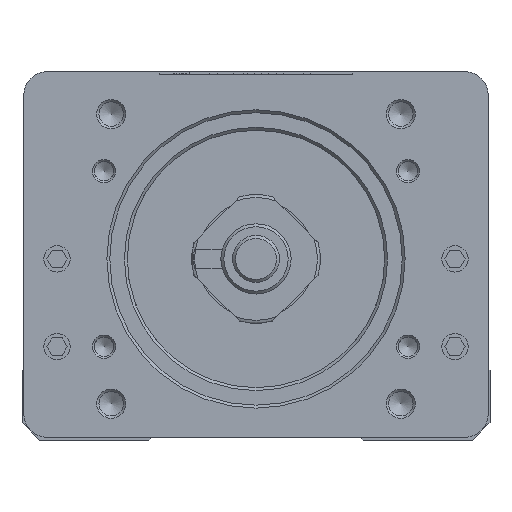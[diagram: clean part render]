
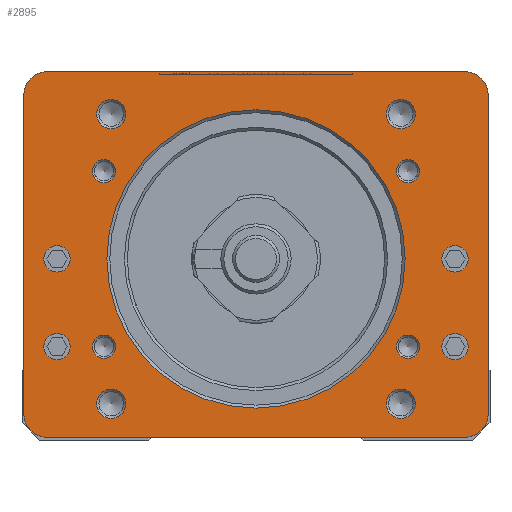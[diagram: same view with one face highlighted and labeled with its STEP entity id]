
A CAD part, front view. The second image highlights one B-rep face of the part: STEP entity #2895.
In plain terms, the highlighted planar face has unit normal (0, -1, 0).
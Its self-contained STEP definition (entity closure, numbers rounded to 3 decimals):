
#2895=ADVANCED_FACE('',(#5003,#5004,#5005,#5006,#5007,#5008,#5009,#5010,
#5011,#5012,#5013,#5014,#5015,#5016),#4103,.T.);
#4103=PLANE('',#27257);
#5003=FACE_BOUND('',#6518,.T.);
#5004=FACE_BOUND('',#6519,.T.);
#5005=FACE_BOUND('',#6520,.T.);
#5006=FACE_BOUND('',#6521,.T.);
#5007=FACE_BOUND('',#6522,.T.);
#5008=FACE_BOUND('',#6523,.T.);
#5009=FACE_BOUND('',#6524,.T.);
#5010=FACE_BOUND('',#6525,.T.);
#5011=FACE_BOUND('',#6526,.T.);
#5012=FACE_BOUND('',#6527,.T.);
#5013=FACE_BOUND('',#6528,.T.);
#5014=FACE_BOUND('',#6529,.T.);
#5015=FACE_BOUND('',#6530,.T.);
#5016=FACE_BOUND('',#6531,.T.);
#6518=EDGE_LOOP('',(#11976));
#6519=EDGE_LOOP('',(#11977));
#6520=EDGE_LOOP('',(#11978));
#6521=EDGE_LOOP('',(#11979));
#6522=EDGE_LOOP('',(#11980));
#6523=EDGE_LOOP('',(#11981));
#6524=EDGE_LOOP('',(#11982));
#6525=EDGE_LOOP('',(#11983));
#6526=EDGE_LOOP('',(#11984));
#6527=EDGE_LOOP('',(#11985));
#6528=EDGE_LOOP('',(#11986));
#6529=EDGE_LOOP('',(#11987));
#6530=EDGE_LOOP('',(#11988));
#6531=EDGE_LOOP('',(#11989,#11990,#11991,#11992,#11993,#11994,#11995,#11996));
#7753=CIRCLE('',#27067,4.);
#7754=CIRCLE('',#27069,4.);
#7755=CIRCLE('',#27071,2.);
#7756=CIRCLE('',#27073,2.);
#7757=CIRCLE('',#27075,2.);
#7758=CIRCLE('',#27077,2.);
#7759=CIRCLE('',#27079,2.5);
#7760=CIRCLE('',#27081,2.5);
#7761=CIRCLE('',#27083,2.5);
#7762=CIRCLE('',#27085,2.5);
#7763=CIRCLE('',#27087,25.5);
#7768=CIRCLE('',#27096,2.25);
#7770=CIRCLE('',#27099,2.25);
#7772=CIRCLE('',#27102,2.25);
#7774=CIRCLE('',#27105,2.25);
#7842=CIRCLE('',#27253,4.);
#7844=CIRCLE('',#27256,4.);
#11976=ORIENTED_EDGE('',*,*,#19409,.T.);
#11977=ORIENTED_EDGE('',*,*,#19408,.T.);
#11978=ORIENTED_EDGE('',*,*,#19407,.T.);
#11979=ORIENTED_EDGE('',*,*,#19406,.T.);
#11980=ORIENTED_EDGE('',*,*,#19405,.T.);
#11981=ORIENTED_EDGE('',*,*,#19404,.T.);
#11982=ORIENTED_EDGE('',*,*,#19403,.T.);
#11983=ORIENTED_EDGE('',*,*,#19402,.T.);
#11984=ORIENTED_EDGE('',*,*,#19401,.T.);
#11985=ORIENTED_EDGE('',*,*,#19421,.T.);
#11986=ORIENTED_EDGE('',*,*,#19419,.T.);
#11987=ORIENTED_EDGE('',*,*,#19417,.T.);
#11988=ORIENTED_EDGE('',*,*,#19415,.T.);
#11989=ORIENTED_EDGE('',*,*,#19586,.T.);
#11990=ORIENTED_EDGE('',*,*,#19589,.T.);
#11991=ORIENTED_EDGE('',*,*,#19590,.T.);
#11992=ORIENTED_EDGE('',*,*,#19525,.T.);
#11993=ORIENTED_EDGE('',*,*,#19399,.T.);
#11994=ORIENTED_EDGE('',*,*,#19463,.T.);
#11995=ORIENTED_EDGE('',*,*,#19396,.T.);
#11996=ORIENTED_EDGE('',*,*,#19518,.T.);
#16433=VERTEX_POINT('',#40403);
#16434=VERTEX_POINT('',#40405);
#16435=VERTEX_POINT('',#40409);
#16436=VERTEX_POINT('',#40411);
#16437=VERTEX_POINT('',#40415);
#16438=VERTEX_POINT('',#40418);
#16439=VERTEX_POINT('',#40421);
#16440=VERTEX_POINT('',#40424);
#16441=VERTEX_POINT('',#40427);
#16442=VERTEX_POINT('',#40430);
#16443=VERTEX_POINT('',#40433);
#16444=VERTEX_POINT('',#40436);
#16445=VERTEX_POINT('',#40439);
#16450=VERTEX_POINT('',#40454);
#16452=VERTEX_POINT('',#40459);
#16454=VERTEX_POINT('',#40464);
#16456=VERTEX_POINT('',#40469);
#16523=VERTEX_POINT('',#40778);
#16528=VERTEX_POINT('',#40792);
#16584=VERTEX_POINT('',#40935);
#16586=VERTEX_POINT('',#40941);
#19396=EDGE_CURVE('',#16434,#16433,#7753,.T.);
#19399=EDGE_CURVE('',#16436,#16435,#7754,.T.);
#19401=EDGE_CURVE('',#16437,#16437,#7755,.T.);
#19402=EDGE_CURVE('',#16438,#16438,#7756,.T.);
#19403=EDGE_CURVE('',#16439,#16439,#7757,.T.);
#19404=EDGE_CURVE('',#16440,#16440,#7758,.T.);
#19405=EDGE_CURVE('',#16441,#16441,#7759,.T.);
#19406=EDGE_CURVE('',#16442,#16442,#7760,.T.);
#19407=EDGE_CURVE('',#16443,#16443,#7761,.T.);
#19408=EDGE_CURVE('',#16444,#16444,#7762,.T.);
#19409=EDGE_CURVE('',#16445,#16445,#7763,.T.);
#19415=EDGE_CURVE('',#16450,#16450,#7768,.T.);
#19417=EDGE_CURVE('',#16452,#16452,#7770,.T.);
#19419=EDGE_CURVE('',#16454,#16454,#7772,.T.);
#19421=EDGE_CURVE('',#16456,#16456,#7774,.T.);
#19463=EDGE_CURVE('',#16435,#16434,#22431,.T.);
#19518=EDGE_CURVE('',#16433,#16523,#22456,.T.);
#19525=EDGE_CURVE('',#16528,#16436,#22463,.T.);
#19586=EDGE_CURVE('',#16523,#16584,#7842,.T.);
#19589=EDGE_CURVE('',#16584,#16586,#22489,.T.);
#19590=EDGE_CURVE('',#16586,#16528,#7844,.T.);
#22431=LINE('',#40614,#24883);
#22456=LINE('',#40779,#24908);
#22463=LINE('',#40791,#24915);
#22489=LINE('',#40940,#24941);
#24883=VECTOR('',#31977,1.);
#24908=VECTOR('',#32112,1.);
#24915=VECTOR('',#32121,1.);
#24941=VECTOR('',#32277,1.);
#27067=AXIS2_PLACEMENT_3D('',#40404,#31816,#31817);
#27069=AXIS2_PLACEMENT_3D('',#40410,#31822,#31823);
#27071=AXIS2_PLACEMENT_3D('',#40414,#31827,#31828);
#27073=AXIS2_PLACEMENT_3D('',#40417,#31831,#31832);
#27075=AXIS2_PLACEMENT_3D('',#40420,#31835,#31836);
#27077=AXIS2_PLACEMENT_3D('',#40423,#31839,#31840);
#27079=AXIS2_PLACEMENT_3D('',#40426,#31843,#31844);
#27081=AXIS2_PLACEMENT_3D('',#40429,#31847,#31848);
#27083=AXIS2_PLACEMENT_3D('',#40432,#31851,#31852);
#27085=AXIS2_PLACEMENT_3D('',#40435,#31855,#31856);
#27087=AXIS2_PLACEMENT_3D('',#40438,#31859,#31860);
#27096=AXIS2_PLACEMENT_3D('',#40453,#31878,#31879);
#27099=AXIS2_PLACEMENT_3D('',#40458,#31884,#31885);
#27102=AXIS2_PLACEMENT_3D('',#40463,#31890,#31891);
#27105=AXIS2_PLACEMENT_3D('',#40468,#31896,#31897);
#27253=AXIS2_PLACEMENT_3D('',#40934,#32270,#32271);
#27256=AXIS2_PLACEMENT_3D('',#40942,#32278,#32279);
#27257=AXIS2_PLACEMENT_3D('',#40943,#32280,#32281);
#31816=DIRECTION('',(0.,-1.,0.));
#31817=DIRECTION('',(1.,0.,0.));
#31822=DIRECTION('',(0.,-1.,0.));
#31823=DIRECTION('',(1.,0.,0.));
#31827=DIRECTION('',(0.,1.,0.));
#31828=DIRECTION('',(0.,0.,-1.));
#31831=DIRECTION('',(0.,1.,0.));
#31832=DIRECTION('',(0.,0.,-1.));
#31835=DIRECTION('',(0.,1.,0.));
#31836=DIRECTION('',(0.,0.,-1.));
#31839=DIRECTION('',(0.,1.,0.));
#31840=DIRECTION('',(0.,0.,-1.));
#31843=DIRECTION('',(0.,1.,0.));
#31844=DIRECTION('',(0.,0.,-1.));
#31847=DIRECTION('',(0.,1.,0.));
#31848=DIRECTION('',(0.,0.,-1.));
#31851=DIRECTION('',(0.,1.,0.));
#31852=DIRECTION('',(0.,0.,-1.));
#31855=DIRECTION('',(0.,1.,0.));
#31856=DIRECTION('',(0.,0.,-1.));
#31859=DIRECTION('',(0.,1.,0.));
#31860=DIRECTION('',(0.,0.,-1.));
#31878=DIRECTION('',(0.,1.,0.));
#31879=DIRECTION('',(0.,0.,-1.));
#31884=DIRECTION('',(0.,1.,0.));
#31885=DIRECTION('',(0.,0.,-1.));
#31890=DIRECTION('',(0.,1.,0.));
#31891=DIRECTION('',(0.,0.,-1.));
#31896=DIRECTION('',(0.,1.,0.));
#31897=DIRECTION('',(0.,0.,-1.));
#31977=DIRECTION('',(-1.,0.,0.));
#32112=DIRECTION('',(0.,0.,-1.));
#32121=DIRECTION('',(0.,0.,1.));
#32270=DIRECTION('',(0.,-1.,0.));
#32271=DIRECTION('',(1.,0.,0.));
#32277=DIRECTION('',(1.,0.,0.));
#32278=DIRECTION('',(0.,-1.,0.));
#32279=DIRECTION('',(1.,0.,0.));
#32280=DIRECTION('',(0.,-1.,0.));
#32281=DIRECTION('',(0.,0.,1.));
#40403=CARTESIAN_POINT('',(-39.7,-243.7,40.));
#40404=CARTESIAN_POINT('',(-35.7,-243.7,40.));
#40405=CARTESIAN_POINT('',(-35.7,-243.7,44.));
#40409=CARTESIAN_POINT('',(35.7,-243.7,44.));
#40410=CARTESIAN_POINT('',(35.7,-243.7,40.));
#40411=CARTESIAN_POINT('',(39.7,-243.7,40.));
#40414=CARTESIAN_POINT('',(-25.981,-243.7,27.));
#40415=CARTESIAN_POINT('',(-25.981,-243.7,25.));
#40417=CARTESIAN_POINT('',(-25.981,-243.7,-3.));
#40418=CARTESIAN_POINT('',(-25.981,-243.7,-5.));
#40420=CARTESIAN_POINT('',(25.981,-243.7,27.));
#40421=CARTESIAN_POINT('',(25.981,-243.7,25.));
#40423=CARTESIAN_POINT('',(25.981,-243.7,-3.));
#40424=CARTESIAN_POINT('',(25.981,-243.7,-5.));
#40426=CARTESIAN_POINT('',(24.749,-243.7,36.749));
#40427=CARTESIAN_POINT('',(24.749,-243.7,34.249));
#40429=CARTESIAN_POINT('',(24.749,-243.7,-12.749));
#40430=CARTESIAN_POINT('',(24.749,-243.7,-15.249));
#40432=CARTESIAN_POINT('',(-24.749,-243.7,-12.749));
#40433=CARTESIAN_POINT('',(-24.749,-243.7,-15.249));
#40435=CARTESIAN_POINT('',(-24.749,-243.7,36.749));
#40436=CARTESIAN_POINT('',(-24.749,-243.7,34.249));
#40438=CARTESIAN_POINT('',(0.,-243.7,12.));
#40439=CARTESIAN_POINT('',(0.,-243.7,-13.5));
#40453=CARTESIAN_POINT('',(34.,-243.7,12.));
#40454=CARTESIAN_POINT('',(34.,-243.7,9.75));
#40458=CARTESIAN_POINT('',(34.,-243.7,-3.));
#40459=CARTESIAN_POINT('',(34.,-243.7,-5.25));
#40463=CARTESIAN_POINT('',(-34.,-243.7,12.));
#40464=CARTESIAN_POINT('',(-34.,-243.7,9.75));
#40468=CARTESIAN_POINT('',(-34.,-243.7,-3.));
#40469=CARTESIAN_POINT('',(-34.,-243.7,-5.25));
#40614=CARTESIAN_POINT('',(35.7,-243.7,44.));
#40778=CARTESIAN_POINT('',(-39.7,-243.7,-14.5));
#40779=CARTESIAN_POINT('',(-39.7,-243.7,40.));
#40791=CARTESIAN_POINT('',(39.7,-243.7,-14.5));
#40792=CARTESIAN_POINT('',(39.7,-243.7,-14.5));
#40934=CARTESIAN_POINT('',(-35.7,-243.7,-14.5));
#40935=CARTESIAN_POINT('',(-35.7,-243.7,-18.5));
#40940=CARTESIAN_POINT('',(-35.7,-243.7,-18.5));
#40941=CARTESIAN_POINT('',(35.7,-243.7,-18.5));
#40942=CARTESIAN_POINT('',(35.7,-243.7,-14.5));
#40943=CARTESIAN_POINT('',(-35.7,-243.7,-14.5));
